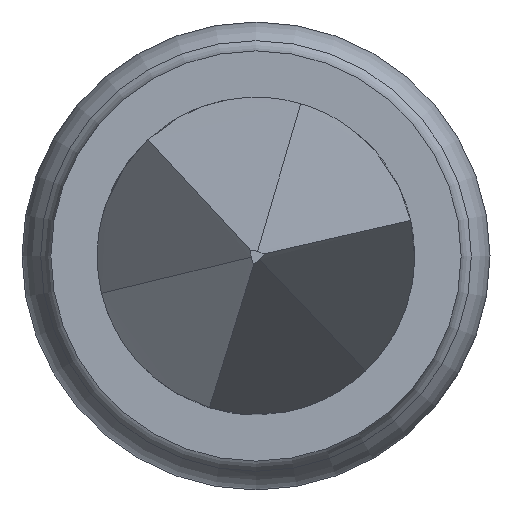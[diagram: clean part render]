
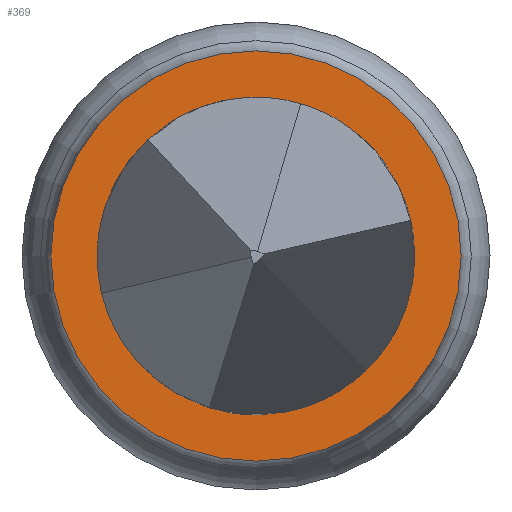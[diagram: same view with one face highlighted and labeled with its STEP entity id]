
A CAD part, left-side view. The second image highlights one B-rep face of the part: STEP entity #369.
In plain terms, the highlighted planar face has unit normal (-1, 0, 0).
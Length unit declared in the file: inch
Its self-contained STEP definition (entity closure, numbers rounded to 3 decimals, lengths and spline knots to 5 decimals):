
#74 = CARTESIAN_POINT ( 'NONE',  ( 0., 0., 0. ) ) ;
#78 = EDGE_CURVE ( 'NONE', #1170, #1170, #1103, .T. ) ;
#161 = EDGE_LOOP ( 'NONE', ( #438 ) ) ;
#163 = DIRECTION ( 'NONE',  ( 0., 0., -1. ) ) ;
#174 = FACE_BOUND ( 'NONE', #161, .T. ) ;
#258 = EDGE_LOOP ( 'NONE', ( #1448 ) ) ;
#331 = DIRECTION ( 'NONE',  ( 0., -1., 0. ) ) ;
#339 = DIRECTION ( 'NONE',  ( 0., 0., -1. ) ) ;
#356 = CARTESIAN_POINT ( 'NONE',  ( 0., 0., -0.0135 ) ) ;
#369 = ADVANCED_FACE ( 'NONE', ( #174, #421 ), #1606, .T. ) ;
#421 = FACE_OUTER_BOUND ( 'NONE', #258, .T. ) ;
#438 = ORIENTED_EDGE ( 'NONE', *, *, #78, .T. ) ;
#572 = AXIS2_PLACEMENT_3D ( 'NONE', #74, #884, #339 ) ;
#649 = CIRCLE ( 'NONE', #572, 0.0135 ) ;
#808 = CARTESIAN_POINT ( 'NONE',  ( 0., -0.0129, 0. ) ) ;
#884 = DIRECTION ( 'NONE',  ( -1., 0., 0. ) ) ;
#972 = DIRECTION ( 'NONE',  ( -1., 0., 0. ) ) ;
#1007 = DIRECTION ( 'NONE',  ( 1., 0., 0. ) ) ;
#1068 = AXIS2_PLACEMENT_3D ( 'NONE', #808, #972, #163 ) ;
#1103 = CIRCLE ( 'NONE', #1244, 0.01045 ) ;
#1170 = VERTEX_POINT ( 'NONE', #1285 ) ;
#1244 = AXIS2_PLACEMENT_3D ( 'NONE', #1623, #1007, #331 ) ;
#1285 = CARTESIAN_POINT ( 'NONE',  ( 0., -0.01045, 0. ) ) ;
#1431 = EDGE_CURVE ( 'NONE', #1513, #1513, #649, .T. ) ;
#1448 = ORIENTED_EDGE ( 'NONE', *, *, #1431, .T. ) ;
#1513 = VERTEX_POINT ( 'NONE', #356 ) ;
#1606 = PLANE ( 'NONE',  #1068 ) ;
#1623 = CARTESIAN_POINT ( 'NONE',  ( 0., 0., 0. ) ) ;
